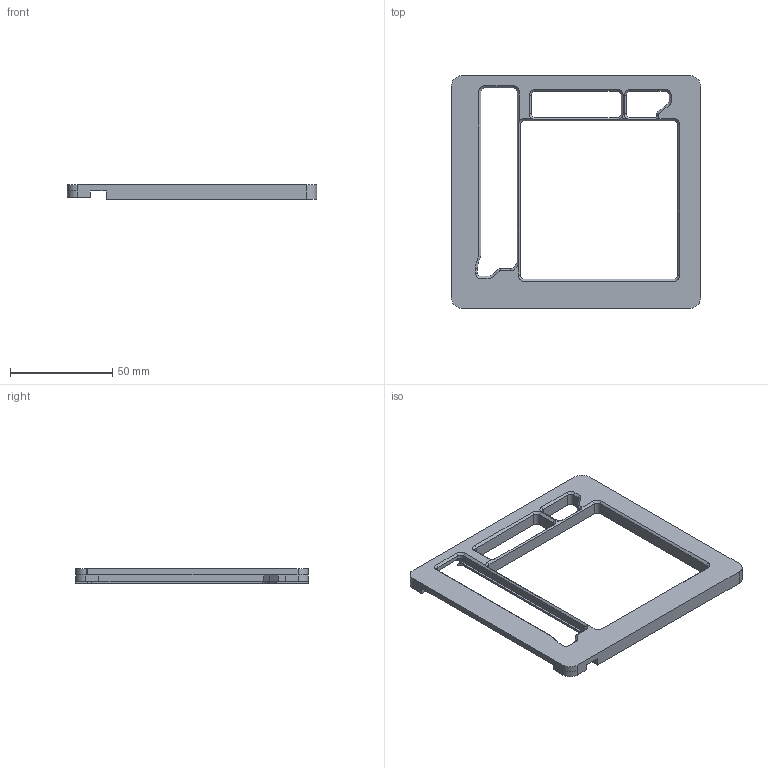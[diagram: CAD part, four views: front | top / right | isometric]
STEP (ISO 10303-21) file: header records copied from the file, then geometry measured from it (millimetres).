
FILE_DESCRIPTION(/* description */ (''),/* implementation_level */ '2;1');
FILE_NAME(/* name */ 'Top.step',/* time_stamp */ '2024-10-19T11:58:05+02:00',/* author */ (''),/* organization */ (''),/* preprocessor_version */ 'ST-DEVELOPER v20',/* originating_system */ 'Autodesk Translation Framework v13.20.0.188',/* authorisation */ '');
FILE_SCHEMA (('AUTOMOTIVE_DESIGN { 1 0 10303 214 3 1 1 }'));
Length unit declared in the file: millimetre
Products named in the file (1): Top
Bounding box: 121.94 x 113.75 x 7 mm (x, y, z)
Volume: 30856.6 mm3; surface area: 18192 mm2
Topology: 1 solids, 1 shells, 144 faces, 373 edges, 232 vertices
Faces by surface type: plane 82, cylinder 38, cone 23, bspline 1
Full cylindrical faces by diameter (mm): 4.7 x4
Entity records: 4414 total; most frequent: CARTESIAN_POINT 798, DIRECTION 751, ORIENTED_EDGE 746, EDGE_CURVE 373, LINE 265, VECTOR 265, AXIS2_PLACEMENT_3D 243, VERTEX_POINT 232
